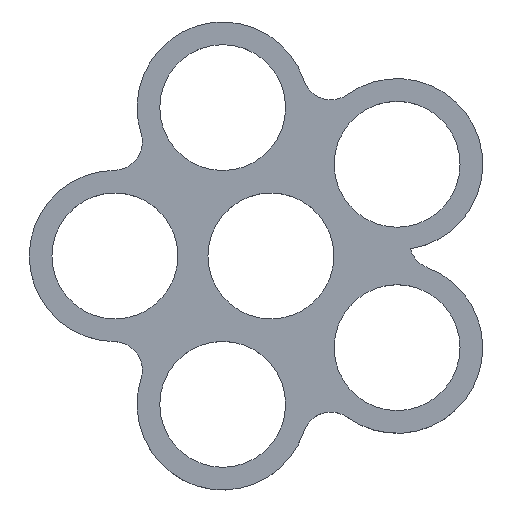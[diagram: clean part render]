
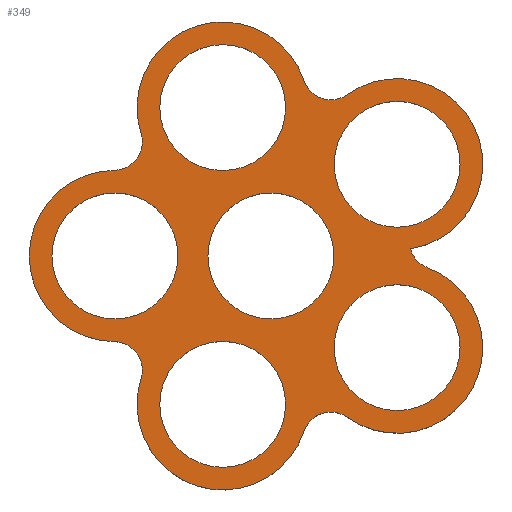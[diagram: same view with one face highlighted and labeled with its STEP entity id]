
A CAD part, top view. The second image highlights one B-rep face of the part: STEP entity #349.
In plain terms, the highlighted planar face has unit normal (0, 0, 1).
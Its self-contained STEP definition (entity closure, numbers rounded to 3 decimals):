
#15=FACE_BOUND('',#64,.T.);
#16=FACE_BOUND('',#65,.T.);
#17=FACE_BOUND('',#66,.T.);
#18=FACE_BOUND('',#67,.T.);
#19=FACE_BOUND('',#68,.T.);
#20=FACE_BOUND('',#69,.T.);
#27=PLANE('',#413);
#45=FACE_OUTER_BOUND('',#63,.T.);
#63=EDGE_LOOP('',(#285,#286,#287,#288,#289,#290,#291,#292,#293,#294));
#64=EDGE_LOOP('',(#295));
#65=EDGE_LOOP('',(#296));
#66=EDGE_LOOP('',(#297));
#67=EDGE_LOOP('',(#298));
#68=EDGE_LOOP('',(#299));
#69=EDGE_LOOP('',(#300));
#110=CIRCLE('',#367,5.);
#111=CIRCLE('',#369,15.1);
#114=CIRCLE('',#373,5.);
#115=CIRCLE('',#375,15.1);
#118=CIRCLE('',#379,5.);
#119=CIRCLE('',#381,15.1);
#121=CIRCLE('',#384,5.);
#124=CIRCLE('',#388,5.);
#126=CIRCLE('',#391,15.1);
#127=CIRCLE('',#393,11.1);
#129=CIRCLE('',#396,11.1);
#131=CIRCLE('',#399,11.1);
#133=CIRCLE('',#402,11.1);
#135=CIRCLE('',#405,11.1);
#137=CIRCLE('',#408,11.1);
#140=CIRCLE('',#412,15.1);
#143=VERTEX_POINT('',#538);
#144=VERTEX_POINT('',#540);
#145=VERTEX_POINT('',#544);
#148=VERTEX_POINT('',#552);
#149=VERTEX_POINT('',#556);
#153=VERTEX_POINT('',#565);
#154=VERTEX_POINT('',#567);
#155=VERTEX_POINT('',#571);
#157=VERTEX_POINT('',#577);
#160=VERTEX_POINT('',#585);
#161=VERTEX_POINT('',#592);
#163=VERTEX_POINT('',#598);
#165=VERTEX_POINT('',#604);
#167=VERTEX_POINT('',#610);
#169=VERTEX_POINT('',#616);
#171=VERTEX_POINT('',#622);
#175=EDGE_CURVE('',#143,#144,#110,.T.);
#177=EDGE_CURVE('',#145,#144,#111,.T.);
#181=EDGE_CURVE('',#145,#148,#114,.T.);
#183=EDGE_CURVE('',#149,#148,#115,.T.);
#188=EDGE_CURVE('',#153,#154,#118,.T.);
#190=EDGE_CURVE('',#155,#154,#119,.T.);
#193=EDGE_CURVE('',#155,#157,#121,.T.);
#197=EDGE_CURVE('',#149,#160,#124,.T.);
#200=EDGE_CURVE('',#153,#160,#126,.T.);
#201=EDGE_CURVE('',#161,#161,#127,.T.);
#204=EDGE_CURVE('',#163,#163,#129,.T.);
#207=EDGE_CURVE('',#165,#165,#131,.T.);
#210=EDGE_CURVE('',#167,#167,#133,.T.);
#213=EDGE_CURVE('',#169,#169,#135,.T.);
#216=EDGE_CURVE('',#171,#171,#137,.T.);
#220=EDGE_CURVE('',#143,#157,#140,.T.);
#285=ORIENTED_EDGE('',*,*,#190,.T.);
#286=ORIENTED_EDGE('',*,*,#188,.F.);
#287=ORIENTED_EDGE('',*,*,#200,.T.);
#288=ORIENTED_EDGE('',*,*,#197,.F.);
#289=ORIENTED_EDGE('',*,*,#183,.T.);
#290=ORIENTED_EDGE('',*,*,#181,.F.);
#291=ORIENTED_EDGE('',*,*,#177,.T.);
#292=ORIENTED_EDGE('',*,*,#175,.F.);
#293=ORIENTED_EDGE('',*,*,#220,.T.);
#294=ORIENTED_EDGE('',*,*,#193,.F.);
#295=ORIENTED_EDGE('',*,*,#216,.T.);
#296=ORIENTED_EDGE('',*,*,#213,.T.);
#297=ORIENTED_EDGE('',*,*,#210,.T.);
#298=ORIENTED_EDGE('',*,*,#207,.T.);
#299=ORIENTED_EDGE('',*,*,#204,.T.);
#300=ORIENTED_EDGE('',*,*,#201,.T.);
#349=ADVANCED_FACE('',(#45,#15,#16,#17,#18,#19,#20),#27,.T.);
#367=AXIS2_PLACEMENT_3D('',#541,#422,#423);
#369=AXIS2_PLACEMENT_3D('',#545,#427,#428);
#373=AXIS2_PLACEMENT_3D('',#553,#436,#437);
#375=AXIS2_PLACEMENT_3D('',#557,#441,#442);
#379=AXIS2_PLACEMENT_3D('',#568,#451,#452);
#381=AXIS2_PLACEMENT_3D('',#572,#456,#457);
#384=AXIS2_PLACEMENT_3D('',#578,#463,#464);
#388=AXIS2_PLACEMENT_3D('',#586,#472,#473);
#391=AXIS2_PLACEMENT_3D('',#590,#479,#480);
#393=AXIS2_PLACEMENT_3D('',#593,#483,#484);
#396=AXIS2_PLACEMENT_3D('',#599,#490,#491);
#399=AXIS2_PLACEMENT_3D('',#605,#497,#498);
#402=AXIS2_PLACEMENT_3D('',#611,#504,#505);
#405=AXIS2_PLACEMENT_3D('',#617,#511,#512);
#408=AXIS2_PLACEMENT_3D('',#623,#518,#519);
#412=AXIS2_PLACEMENT_3D('',#629,#527,#528);
#413=AXIS2_PLACEMENT_3D('',#630,#529,#530);
#422=DIRECTION('center_axis',(0.,0.,1.));
#423=DIRECTION('ref_axis',(0.948,-0.317,0.));
#427=DIRECTION('center_axis',(0.,0.,1.));
#428=DIRECTION('ref_axis',(1.,0.,0.));
#436=DIRECTION('center_axis',(0.,0.,1.));
#437=DIRECTION('ref_axis',(-0.008,-1.,0.));
#441=DIRECTION('center_axis',(0.,0.,1.));
#442=DIRECTION('ref_axis',(1.,0.,0.));
#451=DIRECTION('center_axis',(0.,0.,1.));
#452=DIRECTION('ref_axis',(-0.581,0.814,0.));
#456=DIRECTION('center_axis',(0.,0.,1.));
#457=DIRECTION('ref_axis',(1.,0.,0.));
#463=DIRECTION('center_axis',(0.,0.,1.));
#464=DIRECTION('ref_axis',(-0.355,-0.935,0.));
#472=DIRECTION('center_axis',(0.,0.,1.));
#473=DIRECTION('ref_axis',(-0.954,-0.301,0.));
#479=DIRECTION('center_axis',(0.,0.,1.));
#480=DIRECTION('ref_axis',(1.,0.,0.));
#483=DIRECTION('center_axis',(0.,0.,-1.));
#484=DIRECTION('ref_axis',(1.,0.,0.));
#490=DIRECTION('center_axis',(0.,0.,-1.));
#491=DIRECTION('ref_axis',(1.,0.,0.));
#497=DIRECTION('center_axis',(0.,0.,-1.));
#498=DIRECTION('ref_axis',(1.,0.,0.));
#504=DIRECTION('center_axis',(0.,0.,-1.));
#505=DIRECTION('ref_axis',(1.,0.,0.));
#511=DIRECTION('center_axis',(0.,0.,-1.));
#512=DIRECTION('ref_axis',(1.,0.,0.));
#518=DIRECTION('center_axis',(0.,0.,-1.));
#519=DIRECTION('ref_axis',(1.,0.,0.));
#527=DIRECTION('center_axis',(0.,0.,1.));
#528=DIRECTION('ref_axis',(1.,0.,0.));
#529=DIRECTION('center_axis',(0.,0.,1.));
#530=DIRECTION('ref_axis',(1.,0.,0.));
#538=CARTESIAN_POINT('',(13.473,-28.452,7.));
#540=CARTESIAN_POINT('',(5.824,-30.937,7.));
#541=CARTESIAN_POINT('Origin',(10.567,-32.521,7.));
#544=CARTESIAN_POINT('',(-22.897,-21.605,7.));
#545=CARTESIAN_POINT('Origin',(-8.498,-26.154,7.));
#552=CARTESIAN_POINT('',(-27.623,-15.099,7.));
#553=CARTESIAN_POINT('Origin',(-27.664,-20.099,7.));
#556=CARTESIAN_POINT('',(-27.623,15.099,7.));
#557=CARTESIAN_POINT('Origin',(-27.5,0.,7.));
#565=CARTESIAN_POINT('',(5.824,30.937,7.));
#567=CARTESIAN_POINT('',(13.473,28.452,7.));
#568=CARTESIAN_POINT('Origin',(10.567,32.521,7.));
#571=CARTESIAN_POINT('',(24.579,1.245,7.));
#572=CARTESIAN_POINT('Origin',(22.248,16.164,7.));
#577=CARTESIAN_POINT('',(27.609,-2.048,7.));
#578=CARTESIAN_POINT('Origin',(29.384,2.626,7.));
#585=CARTESIAN_POINT('',(-22.897,21.605,7.));
#586=CARTESIAN_POINT('Origin',(-27.664,20.099,7.));
#590=CARTESIAN_POINT('Origin',(-8.498,26.154,7.));
#592=CARTESIAN_POINT('',(-38.6,0.,7.));
#593=CARTESIAN_POINT('Origin',(-27.5,0.,7.));
#598=CARTESIAN_POINT('',(-19.598,-26.154,7.));
#599=CARTESIAN_POINT('Origin',(-8.498,-26.154,7.));
#604=CARTESIAN_POINT('',(11.148,16.164,7.));
#605=CARTESIAN_POINT('Origin',(22.248,16.164,7.));
#610=CARTESIAN_POINT('',(-19.598,26.154,7.));
#611=CARTESIAN_POINT('Origin',(-8.498,26.154,7.));
#616=CARTESIAN_POINT('',(11.148,-16.164,7.));
#617=CARTESIAN_POINT('Origin',(22.248,-16.164,7.));
#622=CARTESIAN_POINT('',(-11.1,0.,7.));
#623=CARTESIAN_POINT('Origin',(0.,0.,7.));
#629=CARTESIAN_POINT('Origin',(22.248,-16.164,7.));
#630=CARTESIAN_POINT('Origin',(-2.626,0.,7.));
